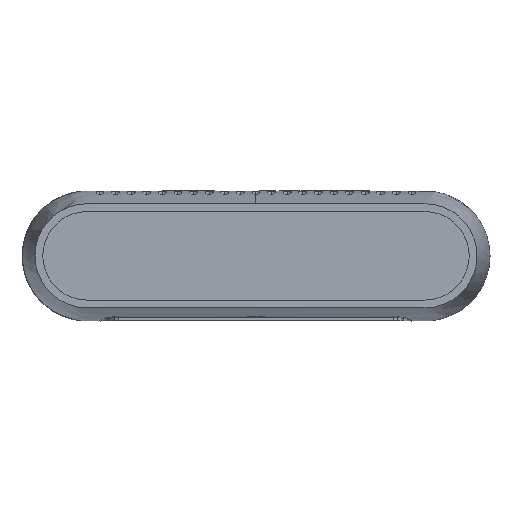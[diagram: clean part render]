
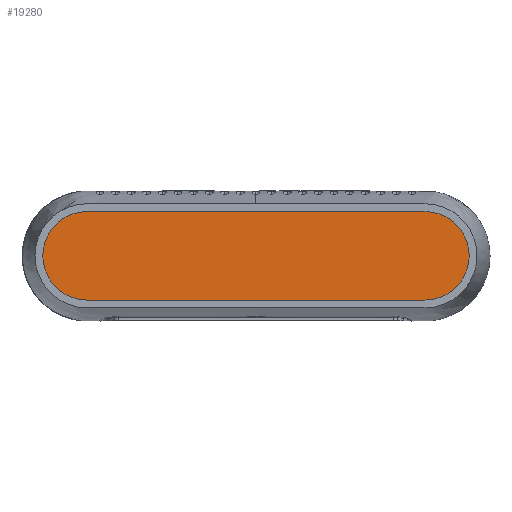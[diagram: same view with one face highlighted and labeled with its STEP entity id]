
A CAD part, top view. The second image highlights one B-rep face of the part: STEP entity #19280.
In plain terms, the highlighted planar face has unit normal (0, 0, 1).
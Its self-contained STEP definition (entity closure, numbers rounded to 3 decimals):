
#900 = LINE ( 'NONE', #18467, #10419 ) ;
#1170 = ORIENTED_EDGE ( 'NONE', *, *, #17895, .T. ) ;
#2087 = CARTESIAN_POINT ( 'NONE',  ( 32.5, 8.5, 0. ) ) ;
#2211 = CARTESIAN_POINT ( 'NONE',  ( 32.5, -8.5, 0. ) ) ;
#2434 = DIRECTION ( 'NONE',  ( 1., 0., 0. ) ) ;
#2557 = ORIENTED_EDGE ( 'NONE', *, *, #17921, .T. ) ;
#3845 = ORIENTED_EDGE ( 'NONE', *, *, #13593, .T. ) ;
#4196 = CARTESIAN_POINT ( 'NONE',  ( -41., 0., 0. ) ) ;
#4238 = DIRECTION ( 'NONE',  ( 1., 0., 0. ) ) ;
#5730 = DIRECTION ( 'NONE',  ( -1., 0., 0. ) ) ;
#6453 = DIRECTION ( 'NONE',  ( 1., 0., 0. ) ) ;
#6553 = EDGE_LOOP ( 'NONE', ( #2557, #3845, #7094, #18609, #1170 ) ) ;
#6863 = VERTEX_POINT ( 'NONE', #2087 ) ;
#7094 = ORIENTED_EDGE ( 'NONE', *, *, #19054, .T. ) ;
#7164 = CARTESIAN_POINT ( 'NONE',  ( 32.5, 0., 0. ) ) ;
#7293 = CIRCLE ( 'NONE', #9976, 8.5 ) ;
#7405 = VECTOR ( 'NONE', #5730, 1000. ) ;
#7415 = CARTESIAN_POINT ( 'NONE',  ( 32.5, 8.5, 0. ) ) ;
#9605 = DIRECTION ( 'NONE',  ( 0., 0., 1. ) ) ;
#9976 = AXIS2_PLACEMENT_3D ( 'NONE', #12420, #18648, #4238 ) ;
#10369 = VERTEX_POINT ( 'NONE', #4196 ) ;
#10419 = VECTOR ( 'NONE', #12146, 1000. ) ;
#11288 = DIRECTION ( 'NONE',  ( 1., 0., 0. ) ) ;
#12146 = DIRECTION ( 'NONE',  ( 1., 0., 0. ) ) ;
#12420 = CARTESIAN_POINT ( 'NONE',  ( -32.5, 0., 0. ) ) ;
#12645 = FACE_OUTER_BOUND ( 'NONE', #6553, .T. ) ;
#12829 = VERTEX_POINT ( 'NONE', #14942 ) ;
#12863 = CARTESIAN_POINT ( 'NONE',  ( -32.5, 0., 0. ) ) ;
#13593 = EDGE_CURVE ( 'NONE', #10369, #20588, #7293, .T. ) ;
#14942 = CARTESIAN_POINT ( 'NONE',  ( -32.5, 8.5, 0. ) ) ;
#15746 = VERTEX_POINT ( 'NONE', #2211 ) ;
#15788 = CIRCLE ( 'NONE', #19159, 8.5 ) ;
#15919 = CARTESIAN_POINT ( 'NONE',  ( -32.5, 0., 0. ) ) ;
#16728 = DIRECTION ( 'NONE',  ( 0., 0., 1. ) ) ;
#17806 = AXIS2_PLACEMENT_3D ( 'NONE', #15919, #9605, #6453 ) ;
#17895 = EDGE_CURVE ( 'NONE', #6863, #12829, #20136, .T. ) ;
#17921 = EDGE_CURVE ( 'NONE', #12829, #10369, #15788, .T. ) ;
#18467 = CARTESIAN_POINT ( 'NONE',  ( -32.5, -8.5, 0. ) ) ;
#18609 = ORIENTED_EDGE ( 'NONE', *, *, #20505, .T. ) ;
#18648 = DIRECTION ( 'NONE',  ( 0., 0., 1. ) ) ;
#19042 = AXIS2_PLACEMENT_3D ( 'NONE', #7164, #16728, #2434 ) ;
#19054 = EDGE_CURVE ( 'NONE', #20588, #15746, #900, .T. ) ;
#19071 = DIRECTION ( 'NONE',  ( 0., 0., 1. ) ) ;
#19159 = AXIS2_PLACEMENT_3D ( 'NONE', #12863, #19071, #11288 ) ;
#19280 = ADVANCED_FACE ( 'NONE', ( #12645 ), #19387, .T. ) ;
#19387 = PLANE ( 'NONE',  #17806 ) ;
#19702 = CIRCLE ( 'NONE', #19042, 8.5 ) ;
#20136 = LINE ( 'NONE', #7415, #7405 ) ;
#20394 = CARTESIAN_POINT ( 'NONE',  ( -32.5, -8.5, 0. ) ) ;
#20505 = EDGE_CURVE ( 'NONE', #15746, #6863, #19702, .T. ) ;
#20588 = VERTEX_POINT ( 'NONE', #20394 ) ;
